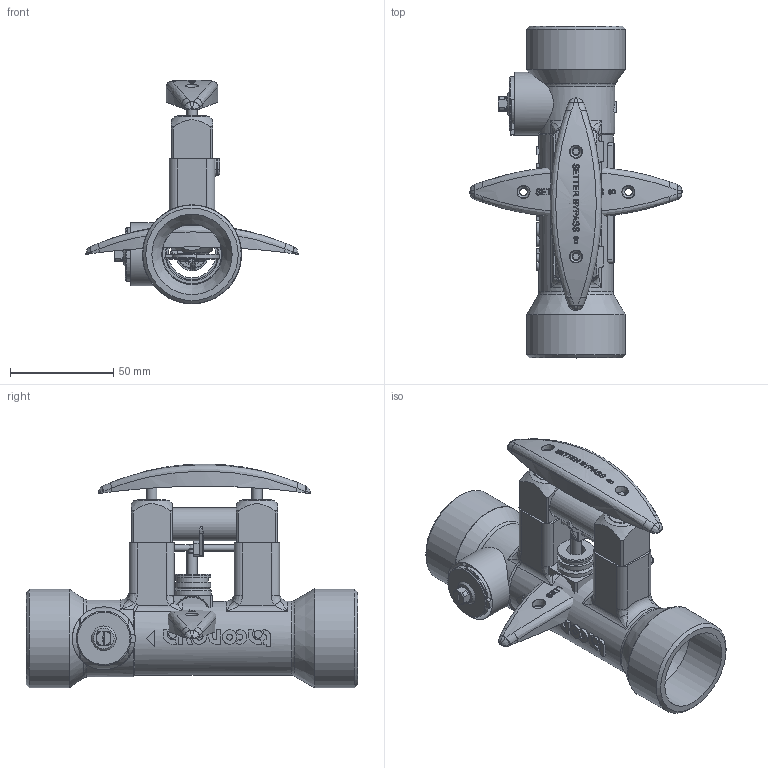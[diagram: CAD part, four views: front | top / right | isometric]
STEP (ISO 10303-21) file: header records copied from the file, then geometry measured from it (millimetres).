
FILE_DESCRIPTION( ( 'Unknown' ), '1' );
FILE_NAME( 'Setter BP SD AG DN32.stp', 'Unknown', ( 'Unknown' ), ( 'Unknown' ), 'PSStep 10.0', 'Unknown', ' ' );
FILE_SCHEMA( ( 'automotive_design' ) );
Length unit declared in the file: millimetre
Products named in the file (13): Assem1; 3-4944c; 4-4966f; 3-4975d; 4-5437b; 4-4936eart.nr.206962; 4-5435b; 4-4976g; O-Ring 12,42x1,78 zu Setter BP SD DN15 kpl.; 3-5434c; 3-5434c-oa0; 3-4939g; 1-5519a
Bounding box: 103 x 161 x 108.62 mm (x, y, z)
Volume: 244455.4 mm3; surface area: 145868.8 mm2
Topology: 27 solids, 27 shells, 1603 faces, 3933 edges, 2537 vertices
Faces by surface type: plane 705, cylinder 448, cone 132, torus 107, extrusion 106, bspline 56, sphere 49
Full cylindrical faces by diameter (mm): 1 x2, 2.922 x4, 3 x2, 3.1 x6, 3.3 x7, 3.6 x4, 3.8 x3, 3.896 x4, 5 x10, 5.2 x2, 5.4 x2, 5.8 x4, 5.9 x2, 6 x3, 6.957 x4, 7.5 x4, 8 x4, 8.5 x6, 9 x4, 9.7 x4, 9.95 x2, 10 x2, 13 x7, 13.4 x7, 14.2 x2, 15.6 x4, 16 x6, 16.1 x7, 16.5 x4, 18.2 x12
Entity records: 28604 total; most frequent: CARTESIAN_POINT 10838, DIRECTION 3624, ORIENTED_EDGE 3364, EDGE_CURVE 1682, AXIS2_PLACEMENT_3D 1447, VERTEX_POINT 1171, EDGE_LOOP 1064, FACE_OUTER_BOUND 886
